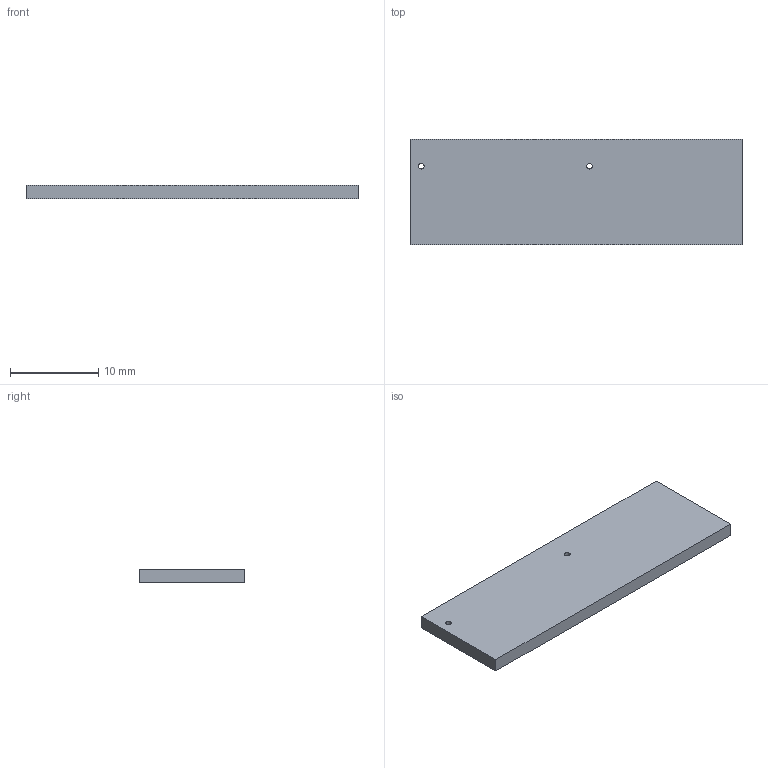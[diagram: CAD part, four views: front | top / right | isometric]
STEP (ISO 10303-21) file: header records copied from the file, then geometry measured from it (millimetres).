
FILE_DESCRIPTION(('FreeCAD Model'),'2;1');
FILE_NAME('C-1513259-1.step','2016-10-13T09:35:12',( 'Author'),(''),'Open CASCADE STEP processor 6.8','FreeCAD','Unknown' );
FILE_SCHEMA(('AUTOMOTIVE_DESIGN_CC2 { 1 2 10303 214 -1 1 5 4 }'));
Length unit declared in the file: millimetre
Products named in the file (2): ASSEMBLY; C-1513259-1
Assembly tree (1 placements, depth 2):
  ASSEMBLY
    C-1513259-1
Bounding box: 37.59 x 11.94 x 1.57 mm (x, y, z)
Volume: 703.6 mm3; surface area: 1058.2 mm2
Topology: 1 solids, 1 shells, 10 faces, 24 edges, 16 vertices
Faces by surface type: plane 6, cylinder 4
Entity records: 1031 total; most frequent: CARTESIAN_POINT 532, DIRECTION 80, ORIENTED_EDGE 48, PCURVE 48, DEFINITIONAL_REPRESENTATION 48, LINE 40, VECTOR 40, EDGE_CURVE 24
